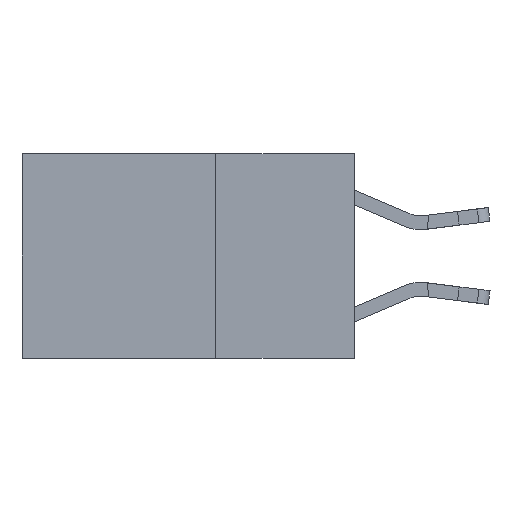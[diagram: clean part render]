
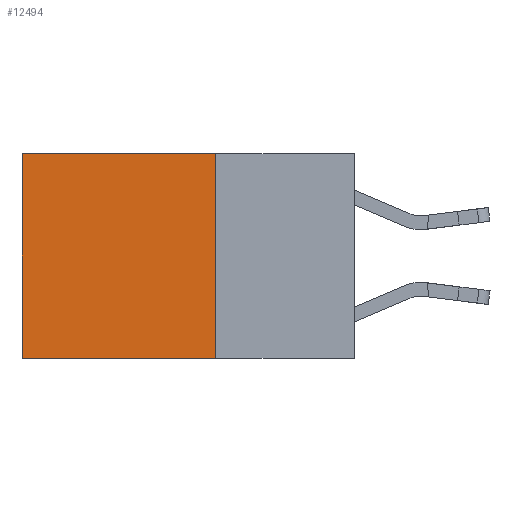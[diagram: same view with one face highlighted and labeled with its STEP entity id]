
A CAD part, left-side view. The second image highlights one B-rep face of the part: STEP entity #12494.
In plain terms, the highlighted planar face has unit normal (-1, 0, 0).
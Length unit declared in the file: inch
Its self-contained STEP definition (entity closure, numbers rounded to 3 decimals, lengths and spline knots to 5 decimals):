
#139 = CARTESIAN_POINT ( 'NONE',  ( 0.2625, 0.6, 0. ) ) ;
#252 = VERTEX_POINT ( 'NONE', #6075 ) ;
#1163 = ORIENTED_EDGE ( 'NONE', *, *, #1859, .F. ) ;
#1321 = ORIENTED_EDGE ( 'NONE', *, *, #8766, .T. ) ;
#1399 = DIRECTION ( 'NONE',  ( 0., 0., -1. ) ) ;
#1410 = EDGE_CURVE ( 'NONE', #252, #2077, #13928, .T. ) ;
#1859 = EDGE_CURVE ( 'NONE', #3195, #3277, #2289, .T. ) ;
#2004 = DIRECTION ( 'NONE',  ( 1., 0., 0. ) ) ;
#2077 = VERTEX_POINT ( 'NONE', #9833 ) ;
#2289 = LINE ( 'NONE', #4575, #8538 ) ;
#2626 = ORIENTED_EDGE ( 'NONE', *, *, #4199, .F. ) ;
#3195 = VERTEX_POINT ( 'NONE', #5585 ) ;
#3277 = VERTEX_POINT ( 'NONE', #11639 ) ;
#3375 = DIRECTION ( 'NONE',  ( 0., 0., -1. ) ) ;
#3585 = VECTOR ( 'NONE', #3375, 39.37008 ) ;
#4199 = EDGE_CURVE ( 'NONE', #3277, #2077, #8139, .T. ) ;
#4335 = DIRECTION ( 'NONE',  ( 0., 0., -1. ) ) ;
#4399 = FACE_OUTER_BOUND ( 'NONE', #6452, .T. ) ;
#4521 = VECTOR ( 'NONE', #7062, 39.37008 ) ;
#4575 = CARTESIAN_POINT ( 'NONE',  ( 0.2625, 0.25, 0. ) ) ;
#5585 = CARTESIAN_POINT ( 'NONE',  ( 0.2625, 0.25, 0. ) ) ;
#5640 = AXIS2_PLACEMENT_3D ( 'NONE', #7464, #2004, #4335 ) ;
#5807 = DIRECTION ( 'NONE',  ( 0., 1., 0. ) ) ;
#5899 = VECTOR ( 'NONE', #5807, 39.37008 ) ;
#6064 = CARTESIAN_POINT ( 'NONE',  ( 0.2625, 0.25, 0. ) ) ;
#6075 = CARTESIAN_POINT ( 'NONE',  ( 0.2625, 0.6, 0. ) ) ;
#6452 = EDGE_LOOP ( 'NONE', ( #6631, #2626, #1163, #1321 ) ) ;
#6631 = ORIENTED_EDGE ( 'NONE', *, *, #1410, .T. ) ;
#7062 = DIRECTION ( 'NONE',  ( 0., 1., 0. ) ) ;
#7464 = CARTESIAN_POINT ( 'NONE',  ( 0.2625, 0.25, 0. ) ) ;
#8139 = LINE ( 'NONE', #13268, #5899 ) ;
#8252 = LINE ( 'NONE', #6064, #4521 ) ;
#8538 = VECTOR ( 'NONE', #1399, 39.37008 ) ;
#8766 = EDGE_CURVE ( 'NONE', #3195, #252, #8252, .T. ) ;
#9833 = CARTESIAN_POINT ( 'NONE',  ( 0.2625, 0.6, -0.37 ) ) ;
#11639 = CARTESIAN_POINT ( 'NONE',  ( 0.2625, 0.25, -0.37 ) ) ;
#11679 = PLANE ( 'NONE',  #5640 ) ;
#12494 = ADVANCED_FACE ( 'NONE', ( #4399 ), #11679, .F. ) ;
#13268 = CARTESIAN_POINT ( 'NONE',  ( 0.2625, 0.25, -0.37 ) ) ;
#13928 = LINE ( 'NONE', #139, #3585 ) ;
